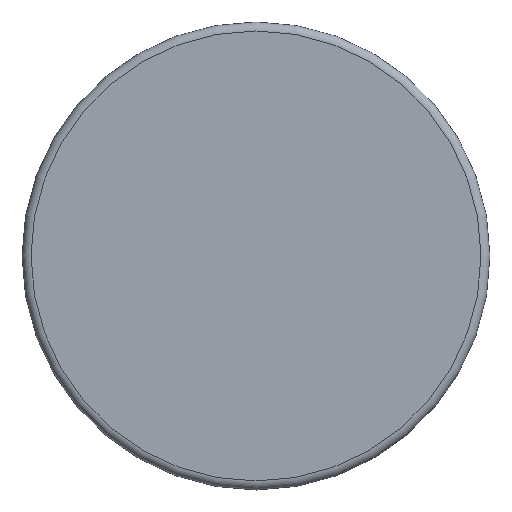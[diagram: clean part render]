
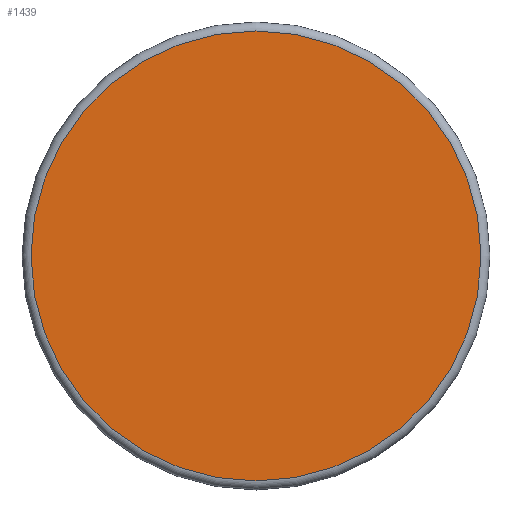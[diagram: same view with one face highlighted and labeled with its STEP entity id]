
A CAD part, top view. The second image highlights one B-rep face of the part: STEP entity #1439.
In plain terms, the highlighted planar face has unit normal (0, 0, 1).
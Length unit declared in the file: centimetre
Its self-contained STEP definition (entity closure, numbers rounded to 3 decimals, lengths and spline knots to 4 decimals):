
#287=FACE_OUTER_BOUND('',#389,.T.);
#389=EDGE_LOOP('',(#921));
#515=CIRCLE('',#1544,3.25);
#605=VERTEX_POINT('',#2196);
#725=EDGE_CURVE('',#605,#605,#515,.T.);
#921=ORIENTED_EDGE('',*,*,#725,.F.);
#1313=PLANE('',#1543);
#1439=ADVANCED_FACE('',(#287),#1313,.F.);
#1543=AXIS2_PLACEMENT_3D('',#2195,#1740,#1741);
#1544=AXIS2_PLACEMENT_3D('',#2197,#1742,#1743);
#1740=DIRECTION('center_axis',(0.,0.,-1.));
#1741=DIRECTION('ref_axis',(-1.,0.,0.));
#1742=DIRECTION('center_axis',(0.,0.,-1.));
#1743=DIRECTION('ref_axis',(1.,0.,0.));
#2195=CARTESIAN_POINT('Origin',(0.,2.1,1.27));
#2196=CARTESIAN_POINT('',(3.25,2.1,1.27));
#2197=CARTESIAN_POINT('Origin',(0.,2.1,1.27));
